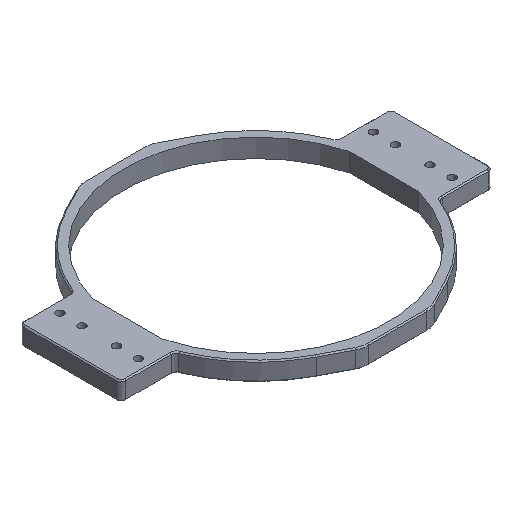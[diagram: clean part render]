
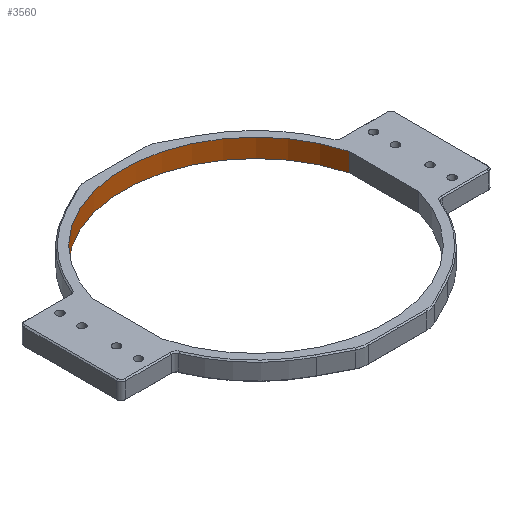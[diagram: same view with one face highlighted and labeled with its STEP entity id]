
A CAD part, isometric view. The second image highlights one B-rep face of the part: STEP entity #3560.
In plain terms, the highlighted cylindrical face has radius 57.2 mm (diameter 114.4 mm), a partial arc.
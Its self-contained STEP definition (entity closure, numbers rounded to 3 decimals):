
#83 = VERTEX_POINT ( 'NONE', #3591 ) ;
#136 = FACE_OUTER_BOUND ( 'NONE', #2821, .T. ) ;
#161 = DIRECTION ( 'NONE',  ( 0., 0., 1. ) ) ;
#212 = DIRECTION ( 'NONE',  ( 0., 0., -1. ) ) ;
#415 = ORIENTED_EDGE ( 'NONE', *, *, #681, .F. ) ;
#487 = AXIS2_PLACEMENT_3D ( 'NONE', #1340, #1071, #2282 ) ;
#542 = CIRCLE ( 'NONE', #1050, 57.2 ) ;
#600 = ORIENTED_EDGE ( 'NONE', *, *, #3720, .T. ) ;
#681 = EDGE_CURVE ( 'NONE', #3257, #83, #2840, .T. ) ;
#794 = CYLINDRICAL_SURFACE ( 'NONE', #487, 57.2 ) ;
#795 = VECTOR ( 'NONE', #1131, 1000. ) ;
#826 = EDGE_CURVE ( 'NONE', #1182, #3257, #2033, .T. ) ;
#1050 = AXIS2_PLACEMENT_3D ( 'NONE', #1889, #2000, #1592 ) ;
#1071 = DIRECTION ( 'NONE',  ( 0., 0., -1. ) ) ;
#1086 = CARTESIAN_POINT ( 'NONE',  ( 55.2, 14.993, 8. ) ) ;
#1131 = DIRECTION ( 'NONE',  ( 0., 0., -1. ) ) ;
#1155 = AXIS2_PLACEMENT_3D ( 'NONE', #1941, #161, #1634 ) ;
#1182 = VERTEX_POINT ( 'NONE', #1086 ) ;
#1340 = CARTESIAN_POINT ( 'NONE',  ( 0., 0., 8. ) ) ;
#1409 = ORIENTED_EDGE ( 'NONE', *, *, #826, .F. ) ;
#1592 = DIRECTION ( 'NONE',  ( 1., 0., 0. ) ) ;
#1634 = DIRECTION ( 'NONE',  ( 1., 0., 0. ) ) ;
#1637 = CARTESIAN_POINT ( 'NONE',  ( -55.2, 14.993, 8. ) ) ;
#1700 = CARTESIAN_POINT ( 'NONE',  ( -55.2, 14.993, 8. ) ) ;
#1719 = CARTESIAN_POINT ( 'NONE',  ( 55.2, 14.993, 8. ) ) ;
#1889 = CARTESIAN_POINT ( 'NONE',  ( 0., 0., 8. ) ) ;
#1941 = CARTESIAN_POINT ( 'NONE',  ( 0., 0., 0. ) ) ;
#2000 = DIRECTION ( 'NONE',  ( 0., 0., 1. ) ) ;
#2033 = LINE ( 'NONE', #1719, #795 ) ;
#2282 = DIRECTION ( 'NONE',  ( -1., 0., 0. ) ) ;
#2821 = EDGE_LOOP ( 'NONE', ( #415, #1409, #2958, #600 ) ) ;
#2828 = VERTEX_POINT ( 'NONE', #1637 ) ;
#2840 = CIRCLE ( 'NONE', #1155, 57.2 ) ;
#2914 = VECTOR ( 'NONE', #212, 1000. ) ;
#2958 = ORIENTED_EDGE ( 'NONE', *, *, #3065, .T. ) ;
#2975 = CARTESIAN_POINT ( 'NONE',  ( 55.2, 14.993, 0. ) ) ;
#3065 = EDGE_CURVE ( 'NONE', #1182, #2828, #542, .T. ) ;
#3257 = VERTEX_POINT ( 'NONE', #2975 ) ;
#3560 = ADVANCED_FACE ( 'NONE', ( #136 ), #794, .F. ) ;
#3591 = CARTESIAN_POINT ( 'NONE',  ( -55.2, 14.993, 0. ) ) ;
#3720 = EDGE_CURVE ( 'NONE', #2828, #83, #3840, .T. ) ;
#3840 = LINE ( 'NONE', #1700, #2914 ) ;
